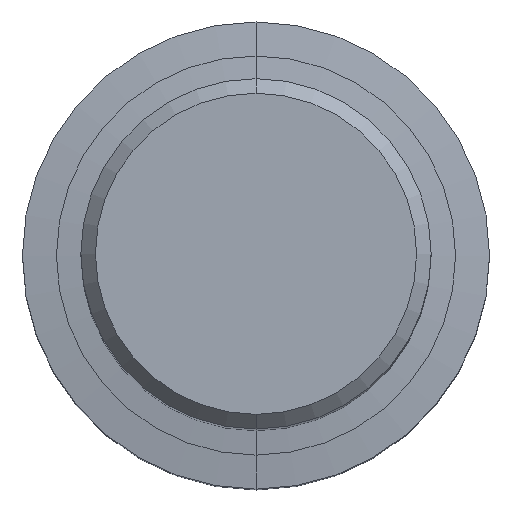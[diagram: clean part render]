
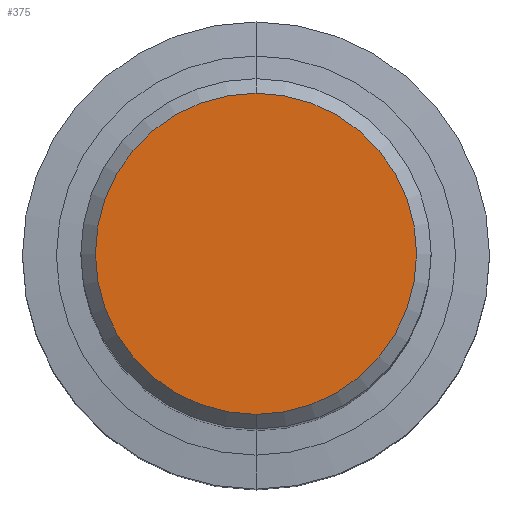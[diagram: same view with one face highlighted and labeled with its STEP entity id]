
A CAD part, top view. The second image highlights one B-rep face of the part: STEP entity #375.
In plain terms, the highlighted planar face has unit normal (0, 0, 1).
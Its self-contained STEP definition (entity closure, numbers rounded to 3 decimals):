
#245=EDGE_CURVE('',#429,#329,#607,.T.);
#329=VERTEX_POINT('',#699);
#361=EDGE_CURVE('',#329,#429,#734,.T.);
#375=ADVANCED_FACE('',(#751),#752,.T.);
#429=VERTEX_POINT('',#812);
#607=CIRCLE('',#1018,11.0);
#699=CARTESIAN_POINT('',(0.,-11.0,0.0));
#734=CIRCLE('',#1238,11.0);
#751=FACE_OUTER_BOUND('',#1304,.T.);
#752=PLANE('',#1305);
#812=CARTESIAN_POINT('',(0.0,11.0,0.0));
#1018=AXIS2_PLACEMENT_3D('',#1882,#1883,#1884);
#1238=AXIS2_PLACEMENT_3D('',#2019,#2020,#2021);
#1304=EDGE_LOOP('',(#2056,#2057));
#1305=AXIS2_PLACEMENT_3D('',#2058,#2059,#2060);
#1882=CARTESIAN_POINT('',(0.0,0.0,0.0));
#1883=DIRECTION('',(0.0,0.0,-1.0));
#1884=DIRECTION('',(0.0,1.0,0.0));
#2019=CARTESIAN_POINT('',(0.0,0.0,0.0));
#2020=DIRECTION('',(0.0,0.0,-1.0));
#2021=DIRECTION('',(0.0,1.0,0.0));
#2056=ORIENTED_EDGE('',*,*,#245,.F.);
#2057=ORIENTED_EDGE('',*,*,#361,.F.);
#2058=CARTESIAN_POINT('',(0.0,5.5,0.0));
#2059=DIRECTION('',(-0.0,0.0,1.0));
#2060=DIRECTION('',(0.0,-1.0,0.0));
